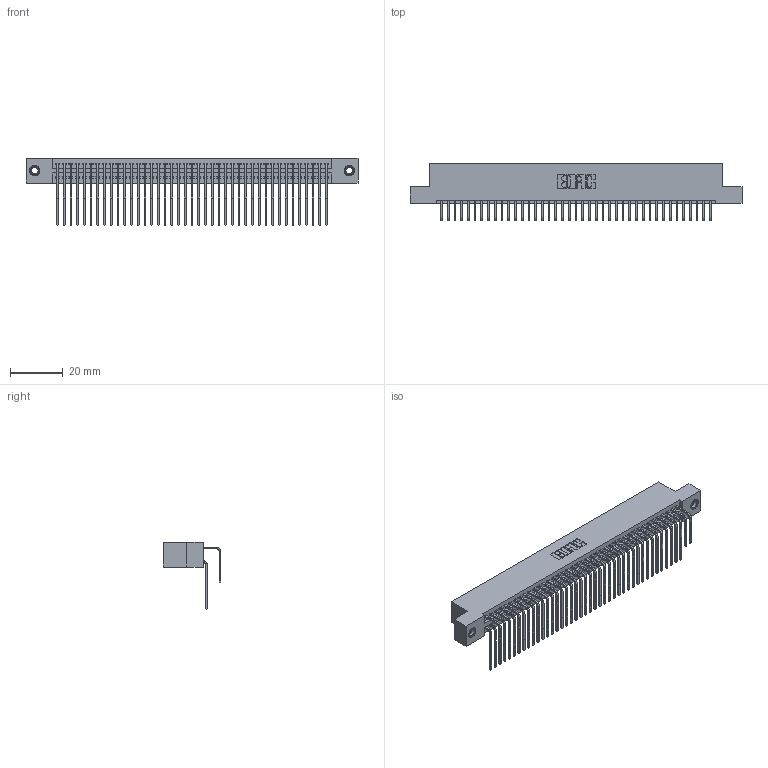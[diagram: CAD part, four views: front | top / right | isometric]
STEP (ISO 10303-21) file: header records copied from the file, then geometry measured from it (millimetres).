
FILE_DESCRIPTION (( 'STEP AP203' ), '1' );
FILE_NAME ('395-082-558-207.STEP', '2019-10-25T07:28:24', ( '' ), ( '' ), 'SwSTEP 2.0', 'SolidWorks 2016', '' );
FILE_SCHEMA (( 'CONFIG_CONTROL_DESIGN' ));
Length unit declared in the file: inch
Products named in the file (5): 345 Part_Flush Mounting Lugs - 0.156 Dia-TI; 345-292-001_558 559 Tail - 1; 345-292-001_558 Tail - 2; 345-250-001_345-250-005-103; 395-082-558-207
Assembly tree (85 placements, depth 2):
  395-082-558-207
    345 Part_Flush Mounting Lugs - 0.156 Dia-TI
    345-292-001_558 559 Tail - 1  x41
    345-292-001_558 Tail - 2  x41
    345-250-001_345-250-005-103  x2
Bounding box: 125.35 x 21.83 x 25.53 mm (x, y, z)
Volume: 12626.8 mm3; surface area: 20897.4 mm2
Topology: 85 solids, 85 shells, 4450 faces, 13187 edges, 8674 vertices
Faces by surface type: plane 2982, cylinder 1452, cone 12, torus 4
Entity records: 35142 total; most frequent: CARTESIAN_POINT 5918, ORIENTED_EDGE 5794, DIRECTION 5219, EDGE_CURVE 2897, VECTOR 2541, LINE 2541, VERTEX_POINT 1924, AXIS2_PLACEMENT_3D 1339
